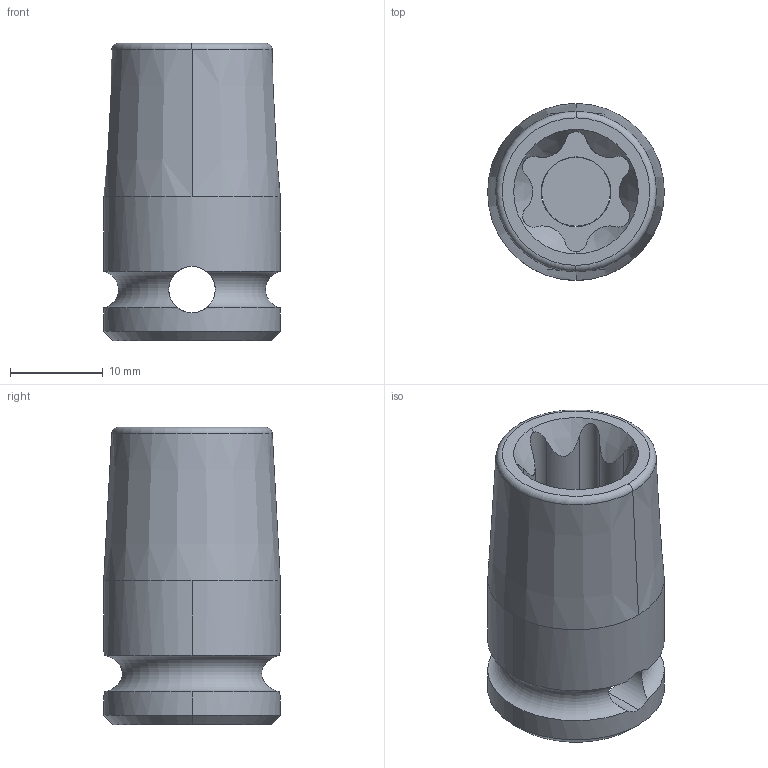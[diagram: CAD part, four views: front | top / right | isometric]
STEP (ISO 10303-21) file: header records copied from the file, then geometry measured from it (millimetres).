
FILE_DESCRIPTION((''),'2;1');
FILE_NAME('4027128014','2023-08-21T16:14:50',('A00565553'),(''),'CREO PARAMETRIC BY PTC INC, 2022414','CREO PARAMETRIC BY PTC INC, 2022414','');
FILE_SCHEMA(('CONFIG_CONTROL_DESIGN','GEOMETRIC_VALIDATION_PROPERTIES_MIM'));
Length unit declared in the file: millimetre
Products named in the file (1): 4027128014
Bounding box: 19 x 19 x 32 mm (x, y, z)
Volume: 6014.8 mm3; surface area: 3631.5 mm2
Topology: 2 solids, 2 shells, 58 faces, 153 edges, 98 vertices
Faces by surface type: cylinder 29, plane 15, cone 10, torus 4
Entity records: 2258 total; most frequent: CARTESIAN_POINT 724, ORIENTED_EDGE 306, DIRECTION 288, EDGE_CURVE 153, AXIS2_PLACEMENT_3D 118, VERTEX_POINT 98, EDGE_LOOP 63, CIRCLE 60
